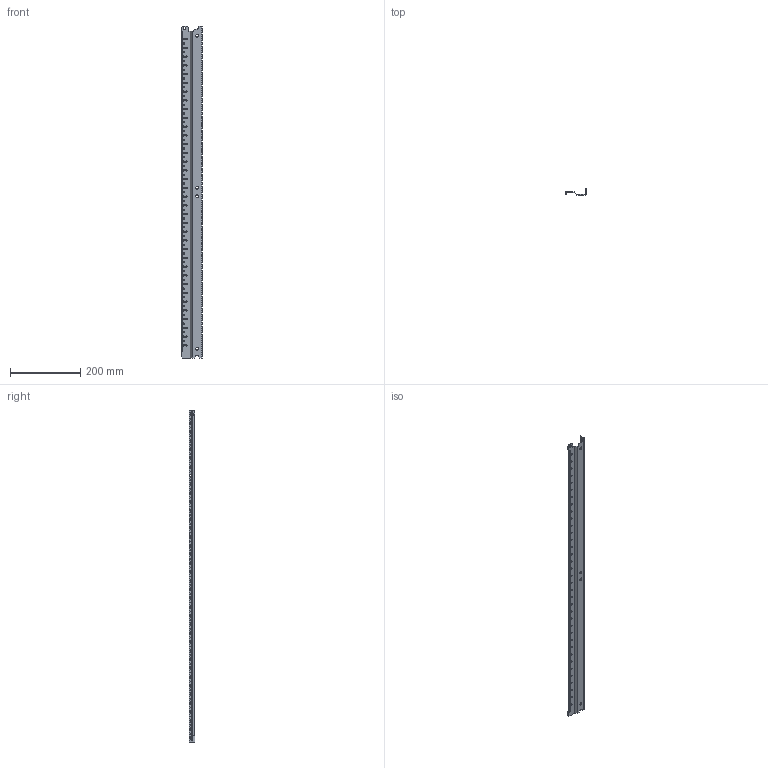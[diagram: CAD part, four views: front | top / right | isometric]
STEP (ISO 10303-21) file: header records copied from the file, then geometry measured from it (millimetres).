
FILE_DESCRIPTION((''),'2;1');
FILE_NAME('TZU_ASM','2023-03-01T08:03:03',('klemen.sitar'),('Audax d.o.o.'),'CREO PARAMETRIC BY PTC INC, 2021304','CREO PARAMETRIC BY PTC INC, 2021304','');
FILE_SCHEMA(('AP242_MANAGED_MODEL_BASED_3D_ENGINEERING_MIM_LF { 1 0 10303 442 1 1 4 }'));
Length unit declared in the file: millimetre
Products named in the file (2): P3; TZU_ASM
Assembly tree (1 placements, depth 2):
  TZU_ASM
    P3
Bounding box: 59 x 17 x 948.5 mm (x, y, z)
Volume: 108873.5 mm3; surface area: 153335.1 mm2
Topology: 1 solids, 1 shells, 417 faces, 1239 edges, 824 vertices
Faces by surface type: cylinder 384, plane 33
Entity records: 19405 total; most frequent: DIRECTION 2846, CARTESIAN_POINT 2490, ORIENTED_EDGE 2478, PRESENTATION_STYLE_ASSIGNMENT 1240, STYLED_ITEM 1240, CURVE_STYLE 1239, EDGE_CURVE 1239, AXIS2_PLACEMENT_3D 1188
